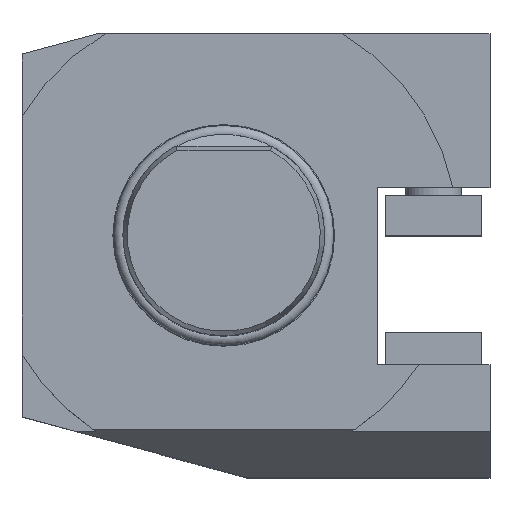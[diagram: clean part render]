
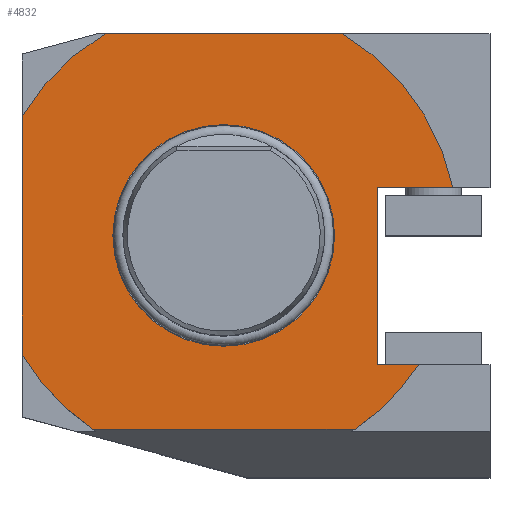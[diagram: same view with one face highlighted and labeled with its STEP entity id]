
A CAD part, top view. The second image highlights one B-rep face of the part: STEP entity #4832.
In plain terms, the highlighted planar face has unit normal (0, 0, 1).
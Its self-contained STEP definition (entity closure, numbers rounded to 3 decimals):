
#221 = DIRECTION ( 'NONE',  ( 0., 0., 1. ) ) ;
#303 = CARTESIAN_POINT ( 'NONE',  ( 19., -16., 0. ) ) ;
#429 = VERTEX_POINT ( 'NONE', #13693 ) ;
#507 = CIRCLE ( 'NONE', #13081, 29. ) ;
#1263 = VERTEX_POINT ( 'NONE', #2156 ) ;
#1550 = DIRECTION ( 'NONE',  ( 0., 1., 0. ) ) ;
#1845 = VERTEX_POINT ( 'NONE', #13005 ) ;
#2011 = CARTESIAN_POINT ( 'NONE',  ( 0., 0., 0. ) ) ;
#2139 = ORIENTED_EDGE ( 'NONE', *, *, #5775, .T. ) ;
#2156 = CARTESIAN_POINT ( 'NONE',  ( -25., 14.697, 0. ) ) ;
#2229 = LINE ( 'NONE', #4931, #9979 ) ;
#2396 = DIRECTION ( 'NONE',  ( 1., 0., 0. ) ) ;
#2461 = CARTESIAN_POINT ( 'NONE',  ( -16.279, -24., 0. ) ) ;
#2523 = VERTEX_POINT ( 'NONE', #9973 ) ;
#2661 = EDGE_CURVE ( 'NONE', #11640, #9886, #2229, .T. ) ;
#2707 = VECTOR ( 'NONE', #1550, 1000. ) ;
#3322 = ORIENTED_EDGE ( 'NONE', *, *, #9402, .T. ) ;
#3435 = VERTEX_POINT ( 'NONE', #8744 ) ;
#3522 = VECTOR ( 'NONE', #2396, 1000. ) ;
#3711 = DIRECTION ( 'NONE',  ( -1., 0., 0. ) ) ;
#3834 = DIRECTION ( 'NONE',  ( -1., 0., 0. ) ) ;
#3904 = DIRECTION ( 'NONE',  ( 0., 0., 1. ) ) ;
#4478 = CIRCLE ( 'NONE', #12365, 13.49 ) ;
#4832 = ADVANCED_FACE ( 'Defeature completata1_72', ( #13742, #6691 ), #7639, .T. ) ;
#4931 = CARTESIAN_POINT ( 'NONE',  ( 11.5, -16., 0. ) ) ;
#4980 = CARTESIAN_POINT ( 'NONE',  ( 28.373, 6., 0. ) ) ;
#5203 = VECTOR ( 'NONE', #12831, 1000. ) ;
#5256 = ORIENTED_EDGE ( 'NONE', *, *, #10866, .F. ) ;
#5459 = CARTESIAN_POINT ( 'NONE',  ( 4., -2.5, 0. ) ) ;
#5650 = DIRECTION ( 'NONE',  ( -1., 0., 0. ) ) ;
#5775 = EDGE_CURVE ( 'NONE', #3435, #11640, #507, .T. ) ;
#5894 = DIRECTION ( 'NONE',  ( -1., 0., 0. ) ) ;
#5964 = CARTESIAN_POINT ( 'NONE',  ( 24.187, -16., 0. ) ) ;
#6030 = CARTESIAN_POINT ( 'NONE',  ( -13.49, 0., 0. ) ) ;
#6038 = LINE ( 'NONE', #9657, #7694 ) ;
#6183 = VERTEX_POINT ( 'NONE', #6030 ) ;
#6187 = CIRCLE ( 'NONE', #7914, 29. ) ;
#6295 = EDGE_CURVE ( 'NONE', #14720, #9196, #10611, .T. ) ;
#6391 = DIRECTION ( 'NONE',  ( 0., 0., 1. ) ) ;
#6403 = EDGE_CURVE ( 'NONE', #14720, #1263, #6038, .T. ) ;
#6429 = CARTESIAN_POINT ( 'NONE',  ( 19., 1.75, 0. ) ) ;
#6691 = FACE_BOUND ( 'NONE', #9724, .T. ) ;
#6996 = EDGE_CURVE ( 'NONE', #429, #9553, #9299, .T. ) ;
#7064 = DIRECTION ( 'NONE',  ( 0., 0., 1. ) ) ;
#7192 = DIRECTION ( 'NONE',  ( 0., 1., 0. ) ) ;
#7286 = CARTESIAN_POINT ( 'NONE',  ( 0., 0., 0. ) ) ;
#7478 = CARTESIAN_POINT ( 'NONE',  ( 0., 0., 0. ) ) ;
#7556 = EDGE_CURVE ( 'NONE', #2523, #1845, #10796, .T. ) ;
#7639 = PLANE ( 'NONE',  #9509 ) ;
#7694 = VECTOR ( 'NONE', #7192, 1000. ) ;
#7748 = ORIENTED_EDGE ( 'NONE', *, *, #14041, .T. ) ;
#7791 = DIRECTION ( 'NONE',  ( 0., 0., 1. ) ) ;
#7914 = AXIS2_PLACEMENT_3D ( 'NONE', #7286, #221, #3711 ) ;
#7962 = ORIENTED_EDGE ( 'NONE', *, *, #12234, .T. ) ;
#8744 = CARTESIAN_POINT ( 'NONE',  ( 16.279, -24., 0. ) ) ;
#8805 = EDGE_LOOP ( 'NONE', ( #9470, #7962, #13007, #3322, #11096, #12051, #7748, #2139, #9818, #11497 ) ) ;
#9089 = CARTESIAN_POINT ( 'NONE',  ( -25., -14.697, 0. ) ) ;
#9128 = VECTOR ( 'NONE', #11808, 1000. ) ;
#9141 = CARTESIAN_POINT ( 'NONE',  ( 28.74, 6., 0. ) ) ;
#9196 = VERTEX_POINT ( 'NONE', #2461 ) ;
#9299 = LINE ( 'NONE', #9141, #5203 ) ;
#9402 = EDGE_CURVE ( 'NONE', #2523, #1263, #13886, .T. ) ;
#9470 = ORIENTED_EDGE ( 'NONE', *, *, #6996, .T. ) ;
#9509 = AXIS2_PLACEMENT_3D ( 'NONE', #5459, #7791, #12555 ) ;
#9510 = CARTESIAN_POINT ( 'NONE',  ( 0., 0., 0. ) ) ;
#9553 = VERTEX_POINT ( 'NONE', #4980 ) ;
#9657 = CARTESIAN_POINT ( 'NONE',  ( -25., -30., 0. ) ) ;
#9724 = EDGE_LOOP ( 'NONE', ( #5256 ) ) ;
#9818 = ORIENTED_EDGE ( 'NONE', *, *, #2661, .T. ) ;
#9886 = VERTEX_POINT ( 'NONE', #303 ) ;
#9973 = CARTESIAN_POINT ( 'NONE',  ( -14.697, 25., 0. ) ) ;
#9979 = VECTOR ( 'NONE', #5650, 1000. ) ;
#10611 = CIRCLE ( 'NONE', #13361, 29. ) ;
#10648 = DIRECTION ( 'NONE',  ( 0., 0., 1. ) ) ;
#10796 = LINE ( 'NONE', #12968, #9128 ) ;
#10866 = EDGE_CURVE ( 'NONE', #6183, #6183, #4478, .T. ) ;
#11096 = ORIENTED_EDGE ( 'NONE', *, *, #6403, .F. ) ;
#11119 = LINE ( 'NONE', #6429, #2707 ) ;
#11208 = DIRECTION ( 'NONE',  ( -1., 0., 0. ) ) ;
#11497 = ORIENTED_EDGE ( 'NONE', *, *, #12306, .T. ) ;
#11640 = VERTEX_POINT ( 'NONE', #5964 ) ;
#11663 = AXIS2_PLACEMENT_3D ( 'NONE', #7478, #6391, #3834 ) ;
#11694 = CARTESIAN_POINT ( 'NONE',  ( 0., 0., 0. ) ) ;
#11751 = DIRECTION ( 'NONE',  ( -1., 0., 0. ) ) ;
#11808 = DIRECTION ( 'NONE',  ( 1., 0., 0. ) ) ;
#12051 = ORIENTED_EDGE ( 'NONE', *, *, #6295, .T. ) ;
#12234 = EDGE_CURVE ( 'NONE', #9553, #1845, #6187, .T. ) ;
#12306 = EDGE_CURVE ( 'NONE', #9886, #429, #11119, .T. ) ;
#12365 = AXIS2_PLACEMENT_3D ( 'NONE', #9510, #10648, #11751 ) ;
#12555 = DIRECTION ( 'NONE',  ( 1., 0., 0. ) ) ;
#12831 = DIRECTION ( 'NONE',  ( 1., 0., 0. ) ) ;
#12968 = CARTESIAN_POINT ( 'NONE',  ( -25., 25., 0. ) ) ;
#13005 = CARTESIAN_POINT ( 'NONE',  ( 14.697, 25., 0. ) ) ;
#13007 = ORIENTED_EDGE ( 'NONE', *, *, #7556, .F. ) ;
#13081 = AXIS2_PLACEMENT_3D ( 'NONE', #11694, #7064, #5894 ) ;
#13361 = AXIS2_PLACEMENT_3D ( 'NONE', #2011, #3904, #11208 ) ;
#13693 = CARTESIAN_POINT ( 'NONE',  ( 19., 6., 0. ) ) ;
#13742 = FACE_OUTER_BOUND ( 'NONE', #8805, .T. ) ;
#13886 = CIRCLE ( 'NONE', #11663, 29. ) ;
#14018 = LINE ( 'NONE', #14256, #3522 ) ;
#14041 = EDGE_CURVE ( 'NONE', #9196, #3435, #14018, .T. ) ;
#14256 = CARTESIAN_POINT ( 'NONE',  ( -10.5, -24., 0. ) ) ;
#14720 = VERTEX_POINT ( 'NONE', #9089 ) ;
